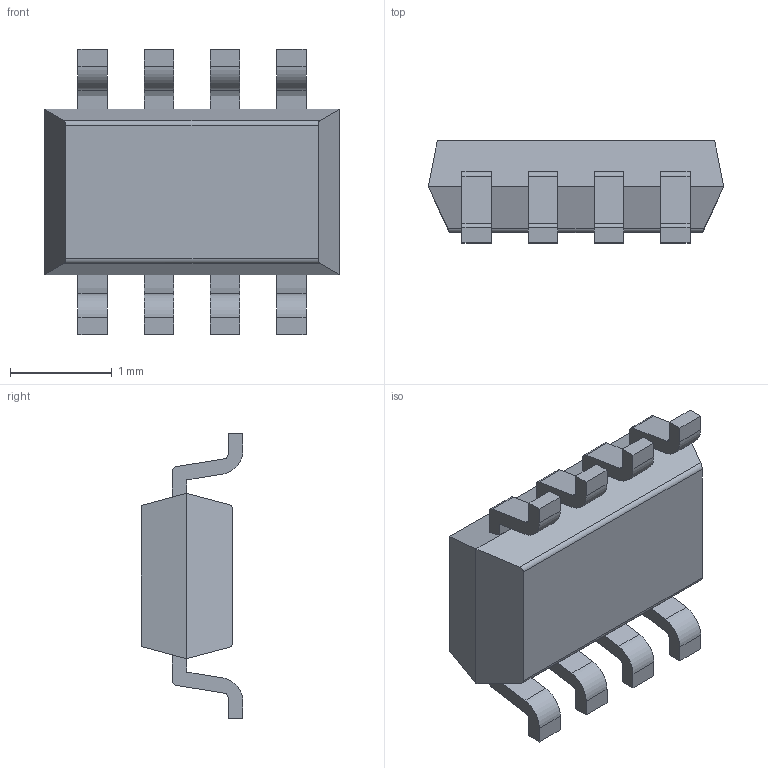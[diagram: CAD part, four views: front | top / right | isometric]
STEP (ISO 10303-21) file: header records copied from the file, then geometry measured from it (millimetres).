
FILE_DESCRIPTION (( 'STEP AP214' ), '1' );
FILE_NAME ('LTC4366CTS8-2#TRMPBF.STEP', '2017-11-29T15:06:01', ( '' ), ( '' ), 'SwSTEP 2.0', 'SolidWorks 2017', '' );
FILE_SCHEMA (( 'AUTOMOTIVE_DESIGN' ));
Length unit declared in the file: millimetre
Products named in the file (1): LTC4366CTS8-2#TRMPBF
Bounding box: 2.9 x 1 x 2.8 mm (x, y, z)
Volume: 4.1 mm3; surface area: 23.1 mm2
Topology: 10 solids, 10 shells, 123 faces, 302 edges, 200 vertices
Faces by surface type: plane 93, cylinder 30
Entity records: 3715 total; most frequent: CARTESIAN_POINT 638, ORIENTED_EDGE 604, DIRECTION 602, EDGE_CURVE 302, VECTOR 242, LINE 242, VERTEX_POINT 200, AXIS2_PLACEMENT_3D 180
